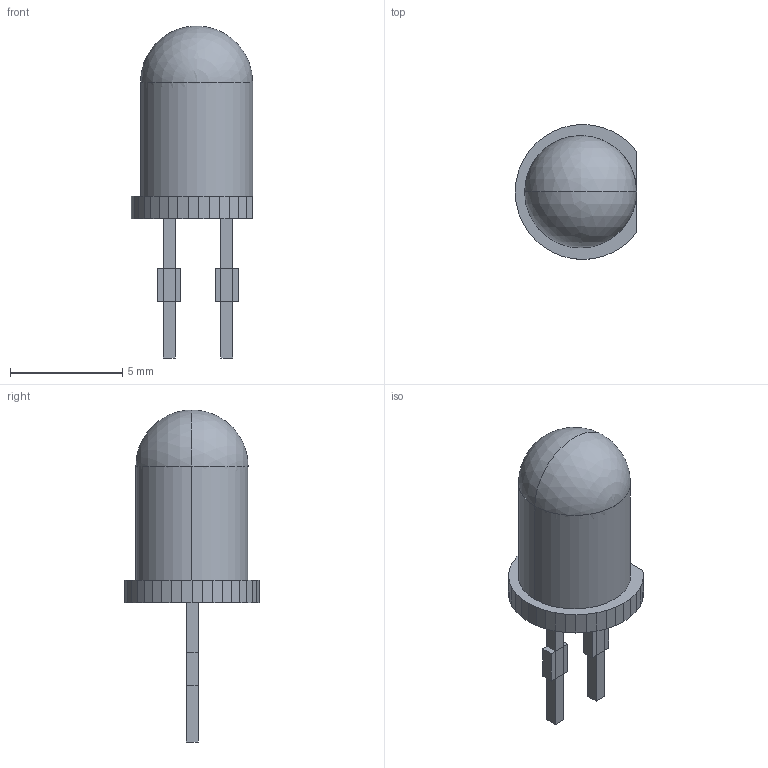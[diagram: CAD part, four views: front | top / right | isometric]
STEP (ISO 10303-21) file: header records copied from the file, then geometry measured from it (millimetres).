
FILE_DESCRIPTION (( 'STEP AP214' ), '1' );
FILE_NAME ('LED Blue1 5mm.STEP', '2013-03-03T19:14:57', ( '' ), ( '' ), 'SwSTEP 2.0', 'SolidWorks 2010', '' );
FILE_SCHEMA (( 'AUTOMOTIVE_DESIGN' ));
Length unit declared in the file: millimetre
Products named in the file (16): SW3dPS-LEDd5R_352707536_1; SW3dPS-LEDd5R_352715600_1; SW3dPS-LEDd5R_Sphere_1; SW3dPS-LEDd5R_Open CASCADE STEP translator 6.2 836.1_1; SW3dPS-LEDd5R_Extruded4_1; SW3dPS-LEDd5R_352477856_1; SW3dPS-LEDd5R_Extruded2_1; SW3dPS-LEDd5R_352705488_1; SW3dPS-LEDd5R_Extruded1_1; SW3dPS-LEDd5R_352699728_1; SW3dPS-LEDd5R_Extruded3_1; SW3dPS-LEDd5R_352699216_1; SW3dPS-LEDd5R_Extruded_1; SW3dPS-LEDd5R_Cylinder_1; SW3dPS-LEDd5R_352479760_1; LED Blue1 5mm
Assembly tree (17 placements, depth 4):
  LED Blue1 5mm
    SW3dPS-LEDd5R_Open CASCADE STEP translator 6.2 836.1_1
      SW3dPS-LEDd5R_352707536_1  x2
        SW3dPS-LEDd5R_Extruded2_1
      SW3dPS-LEDd5R_352705488_1  x2
        SW3dPS-LEDd5R_Extruded_1
      SW3dPS-LEDd5R_352477856_1
        SW3dPS-LEDd5R_Sphere_1
      SW3dPS-LEDd5R_352699728_1
        SW3dPS-LEDd5R_Extruded1_1
      SW3dPS-LEDd5R_352479760_1
        SW3dPS-LEDd5R_Cylinder_1
      SW3dPS-LEDd5R_352715600_1
        SW3dPS-LEDd5R_Extruded4_1
      SW3dPS-LEDd5R_352699216_1
        SW3dPS-LEDd5R_Extruded3_1
Bounding box: 5.42 x 6.02 x 14.8 mm (x, y, z)
Volume: 202 mm3; surface area: 340.4 mm2
Topology: 10 solids, 10 shells, 81 faces, 194 edges, 131 vertices
Faces by surface type: plane 77, sphere 2, cylinder 2
Entity records: 3298 total; most frequent: CARTESIAN_POINT 383, DIRECTION 362, ORIENTED_EDGE 330, EDGE_CURVE 165, VECTOR 156, LINE 156, VERTEX_POINT 112, AXIS2_PLACEMENT_3D 103
